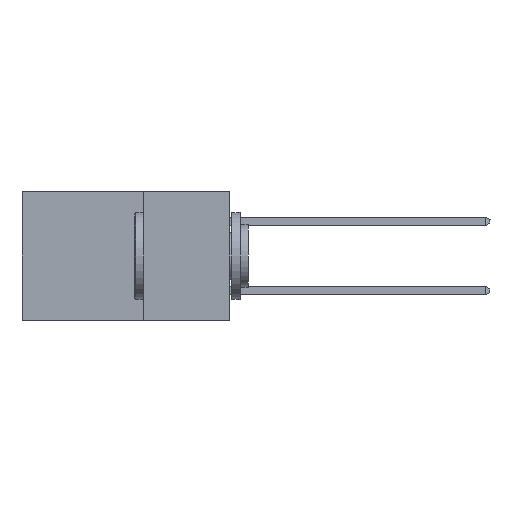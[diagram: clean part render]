
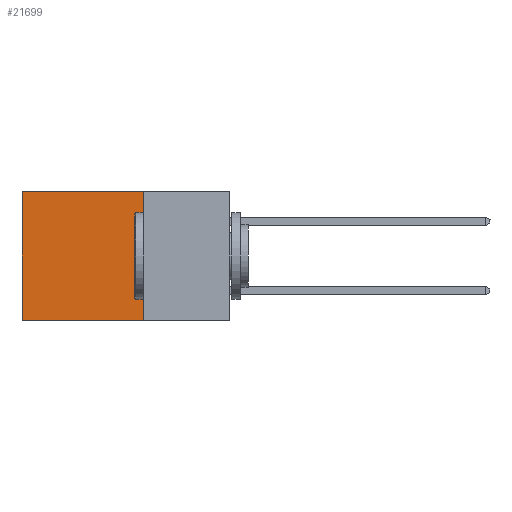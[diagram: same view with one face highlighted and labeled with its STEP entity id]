
A CAD part, left-side view. The second image highlights one B-rep face of the part: STEP entity #21699.
In plain terms, the highlighted planar face has unit normal (-1, 0, 0).
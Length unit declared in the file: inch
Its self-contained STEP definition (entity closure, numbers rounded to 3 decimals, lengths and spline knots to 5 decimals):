
#610 = VECTOR ( 'NONE', #11001, 39.37008 ) ;
#1713 = VERTEX_POINT ( 'NONE', #6135 ) ;
#3056 = DIRECTION ( 'NONE',  ( 0., 1., 0. ) ) ;
#3291 = PLANE ( 'NONE',  #8740 ) ;
#3981 = LINE ( 'NONE', #13557, #20339 ) ;
#4705 = LINE ( 'NONE', #12868, #18624 ) ;
#5185 = DIRECTION ( 'NONE',  ( 1., 0., 0. ) ) ;
#5208 = LINE ( 'NONE', #24822, #14128 ) ;
#6135 = CARTESIAN_POINT ( 'NONE',  ( 0.298, 0.25, -0.37 ) ) ;
#6509 = ORIENTED_EDGE ( 'NONE', *, *, #22307, .T. ) ;
#6561 = ORIENTED_EDGE ( 'NONE', *, *, #24748, .T. ) ;
#6654 = ORIENTED_EDGE ( 'NONE', *, *, #8401, .F. ) ;
#7111 = CARTESIAN_POINT ( 'NONE',  ( 0.298, 0.25, -0.37 ) ) ;
#7215 = FACE_OUTER_BOUND ( 'NONE', #10817, .T. ) ;
#7512 = DIRECTION ( 'NONE',  ( 0., 0., -1. ) ) ;
#7986 = LINE ( 'NONE', #7111, #610 ) ;
#8401 = EDGE_CURVE ( 'NONE', #1713, #24736, #7986, .T. ) ;
#8740 = AXIS2_PLACEMENT_3D ( 'NONE', #17100, #5185, #23215 ) ;
#10346 = CARTESIAN_POINT ( 'NONE',  ( 0.298, 0.25, 0. ) ) ;
#10817 = EDGE_LOOP ( 'NONE', ( #6561, #6654, #18613, #6509 ) ) ;
#11001 = DIRECTION ( 'NONE',  ( 0., 1., 0. ) ) ;
#11464 = DIRECTION ( 'NONE',  ( 0., 0., -1. ) ) ;
#12868 = CARTESIAN_POINT ( 'NONE',  ( 0.298, 0.25, 0. ) ) ;
#13557 = CARTESIAN_POINT ( 'NONE',  ( 0.298, 0.25, 0. ) ) ;
#14128 = VECTOR ( 'NONE', #11464, 39.37008 ) ;
#14321 = CARTESIAN_POINT ( 'NONE',  ( 0.298, 0.6, 0. ) ) ;
#17100 = CARTESIAN_POINT ( 'NONE',  ( 0.298, 0.25, 0. ) ) ;
#18613 = ORIENTED_EDGE ( 'NONE', *, *, #24106, .F. ) ;
#18624 = VECTOR ( 'NONE', #3056, 39.37008 ) ;
#20339 = VECTOR ( 'NONE', #7512, 39.37008 ) ;
#21206 = VERTEX_POINT ( 'NONE', #10346 ) ;
#21220 = CARTESIAN_POINT ( 'NONE',  ( 0.298, 0.6, -0.37 ) ) ;
#21699 = ADVANCED_FACE ( 'NONE', ( #7215 ), #3291, .F. ) ;
#22307 = EDGE_CURVE ( 'NONE', #21206, #24857, #4705, .T. ) ;
#23215 = DIRECTION ( 'NONE',  ( 0., 0., -1. ) ) ;
#24106 = EDGE_CURVE ( 'NONE', #21206, #1713, #3981, .T. ) ;
#24736 = VERTEX_POINT ( 'NONE', #21220 ) ;
#24748 = EDGE_CURVE ( 'NONE', #24857, #24736, #5208, .T. ) ;
#24822 = CARTESIAN_POINT ( 'NONE',  ( 0.298, 0.6, 0. ) ) ;
#24857 = VERTEX_POINT ( 'NONE', #14321 ) ;
